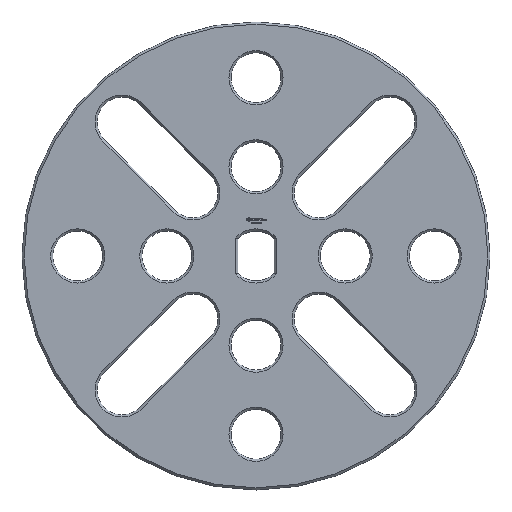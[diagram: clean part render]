
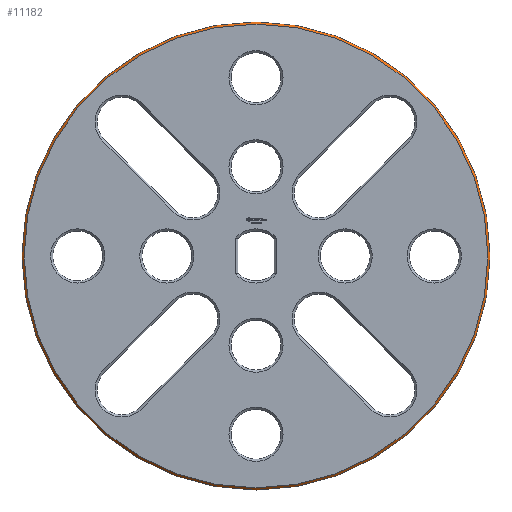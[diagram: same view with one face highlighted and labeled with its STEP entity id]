
A CAD part, top view. The second image highlights one B-rep face of the part: STEP entity #11182.
In plain terms, the highlighted conical face has half-angle 45 degrees and reference radius 32.812 mm.
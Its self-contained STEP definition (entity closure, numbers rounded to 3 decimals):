
#21 = EDGE_CURVE('',#22,#22,#24,.T.);
#22 = VERTEX_POINT('',#23);
#23 = CARTESIAN_POINT('',(32.513,0.,3.125));
#24 = SURFACE_CURVE('',#25,(#30,#42),.PCURVE_S1.);
#25 = CIRCLE('',#26,32.513);
#26 = AXIS2_PLACEMENT_3D('',#27,#28,#29);
#27 = CARTESIAN_POINT('',(0.,0.,3.125));
#28 = DIRECTION('',(0.,0.,-1.));
#29 = DIRECTION('',(1.,0.,0.));
#30 = PCURVE('',#31,#36);
#31 = PLANE('',#32);
#32 = AXIS2_PLACEMENT_3D('',#33,#34,#35);
#33 = CARTESIAN_POINT('',(0.,0.,3.125));
#34 = DIRECTION('',(0.,0.,-1.));
#35 = DIRECTION('',(1.,0.,0.));
#36 = DEFINITIONAL_REPRESENTATION('',(#37),#41);
#37 = CIRCLE('',#38,32.513);
#38 = AXIS2_PLACEMENT_2D('',#39,#40);
#39 = CARTESIAN_POINT('',(0.,0.));
#40 = DIRECTION('',(1.,0.));
#41 = ( GEOMETRIC_REPRESENTATION_CONTEXT(2) 
PARAMETRIC_REPRESENTATION_CONTEXT() REPRESENTATION_CONTEXT('2D SPACE',''
  ) );
#42 = PCURVE('',#43,#48);
#43 = CONICAL_SURFACE('',#44,32.813,0.785);
#44 = AXIS2_PLACEMENT_3D('',#45,#46,#47);
#45 = CARTESIAN_POINT('',(0.,0.,2.825));
#46 = DIRECTION('',(0.,0.,-1.));
#47 = DIRECTION('',(1.,0.,0.));
#48 = DEFINITIONAL_REPRESENTATION('',(#49),#53);
#49 = LINE('',#50,#51);
#50 = CARTESIAN_POINT('',(0.,-0.3));
#51 = VECTOR('',#52,1.);
#52 = DIRECTION('',(1.,-0.));
#53 = ( GEOMETRIC_REPRESENTATION_CONTEXT(2) 
PARAMETRIC_REPRESENTATION_CONTEXT() REPRESENTATION_CONTEXT('2D SPACE',''
  ) );
#11182 = ADVANCED_FACE('',(#11183),#43,.T.);
#11183 = FACE_BOUND('',#11184,.F.);
#11184 = EDGE_LOOP('',(#11185,#11214,#11235,#11236));
#11185 = ORIENTED_EDGE('',*,*,#11186,.T.);
#11186 = EDGE_CURVE('',#11187,#11187,#11189,.T.);
#11187 = VERTEX_POINT('',#11188);
#11188 = CARTESIAN_POINT('',(32.813,0.,2.825));
#11189 = SURFACE_CURVE('',#11190,(#11195,#11202),.PCURVE_S1.);
#11190 = CIRCLE('',#11191,32.813);
#11191 = AXIS2_PLACEMENT_3D('',#11192,#11193,#11194);
#11192 = CARTESIAN_POINT('',(0.,0.,2.825));
#11193 = DIRECTION('',(0.,0.,-1.));
#11194 = DIRECTION('',(1.,0.,0.));
#11195 = PCURVE('',#43,#11196);
#11196 = DEFINITIONAL_REPRESENTATION('',(#11197),#11201);
#11197 = LINE('',#11198,#11199);
#11198 = CARTESIAN_POINT('',(0.,-0.));
#11199 = VECTOR('',#11200,1.);
#11200 = DIRECTION('',(1.,-0.));
#11201 = ( GEOMETRIC_REPRESENTATION_CONTEXT(2) 
PARAMETRIC_REPRESENTATION_CONTEXT() REPRESENTATION_CONTEXT('2D SPACE',''
  ) );
#11202 = PCURVE('',#11203,#11208);
#11203 = CYLINDRICAL_SURFACE('',#11204,32.813);
#11204 = AXIS2_PLACEMENT_3D('',#11205,#11206,#11207);
#11205 = CARTESIAN_POINT('',(0.,0.,2.325));
#11206 = DIRECTION('',(0.,0.,1.));
#11207 = DIRECTION('',(1.,0.,0.));
#11208 = DEFINITIONAL_REPRESENTATION('',(#11209),#11213);
#11209 = LINE('',#11210,#11211);
#11210 = CARTESIAN_POINT('',(-0.,0.5));
#11211 = VECTOR('',#11212,1.);
#11212 = DIRECTION('',(-1.,0.));
#11213 = ( GEOMETRIC_REPRESENTATION_CONTEXT(2) 
PARAMETRIC_REPRESENTATION_CONTEXT() REPRESENTATION_CONTEXT('2D SPACE',''
  ) );
#11214 = ORIENTED_EDGE('',*,*,#11215,.T.);
#11215 = EDGE_CURVE('',#11187,#22,#11216,.T.);
#11216 = SEAM_CURVE('',#11217,(#11221,#11228),.PCURVE_S1.);
#11217 = LINE('',#11218,#11219);
#11218 = CARTESIAN_POINT('',(32.813,0.,2.825));
#11219 = VECTOR('',#11220,1.);
#11220 = DIRECTION('',(-0.707,0.,
    0.707));
#11221 = PCURVE('',#43,#11222);
#11222 = DEFINITIONAL_REPRESENTATION('',(#11223),#11227);
#11223 = LINE('',#11224,#11225);
#11224 = CARTESIAN_POINT('',(0.,-0.));
#11225 = VECTOR('',#11226,1.);
#11226 = DIRECTION('',(0.,-1.));
#11227 = ( GEOMETRIC_REPRESENTATION_CONTEXT(2) 
PARAMETRIC_REPRESENTATION_CONTEXT() REPRESENTATION_CONTEXT('2D SPACE',''
  ) );
#11228 = PCURVE('',#43,#11229);
#11229 = DEFINITIONAL_REPRESENTATION('',(#11230),#11234);
#11230 = LINE('',#11231,#11232);
#11231 = CARTESIAN_POINT('',(6.283,-0.));
#11232 = VECTOR('',#11233,1.);
#11233 = DIRECTION('',(0.,-1.));
#11234 = ( GEOMETRIC_REPRESENTATION_CONTEXT(2) 
PARAMETRIC_REPRESENTATION_CONTEXT() REPRESENTATION_CONTEXT('2D SPACE',''
  ) );
#11235 = ORIENTED_EDGE('',*,*,#21,.F.);
#11236 = ORIENTED_EDGE('',*,*,#11215,.F.);
